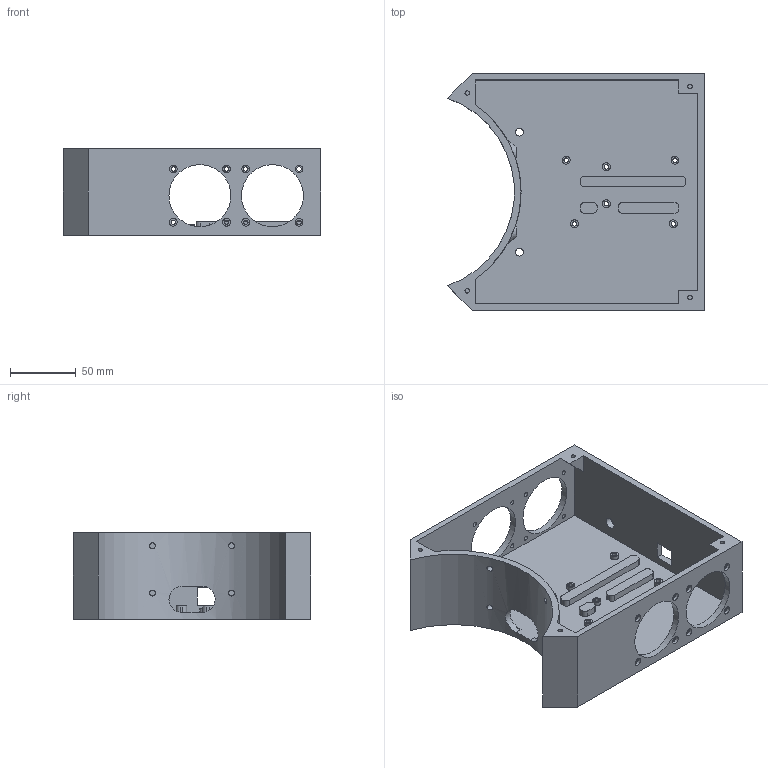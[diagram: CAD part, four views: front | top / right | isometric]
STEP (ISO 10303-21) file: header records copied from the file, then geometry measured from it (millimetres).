
FILE_DESCRIPTION(('FreeCAD Model'),'2;1');
FILE_NAME('Open CASCADE Shape Model','2021-07-31T13:49:21',('Author'),( ''),'Open CASCADE STEP processor 7.5','FreeCAD','Unknown');
FILE_SCHEMA(('AUTOMOTIVE_DESIGN { 1 0 10303 214 1 1 1 1 }'));
Length unit declared in the file: millimetre
Products named in the file (1): BaseBoxBody
Bounding box: 195 x 180 x 65.5 mm (x, y, z)
Volume: 342255 mm3; surface area: 146724.8 mm2
Topology: 1 solids, 1 shells, 216 faces, 529 edges, 354 vertices
Faces by surface type: plane 133, cylinder 79, cone 4
Full cylindrical faces by diameter (mm): 3.4 x30, 4.4 x4, 5.9 x16, 6 x8, 8.5 x1, 47 x4
Entity records: 16504 total; most frequent: CARTESIAN_POINT 5524, DIRECTION 2055, LINE 1207, VECTOR 1207, ORIENTED_EDGE 1058, PCURVE 1058, DEFINITIONAL_REPRESENTATION 1058, EDGE_CURVE 529
